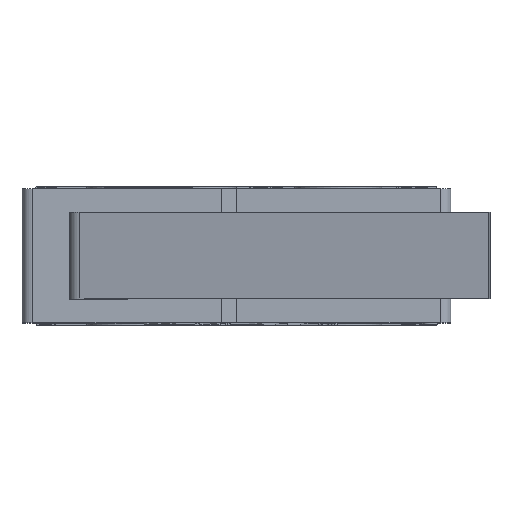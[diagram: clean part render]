
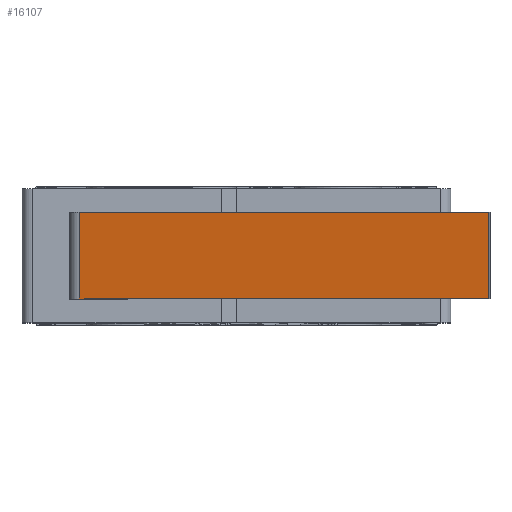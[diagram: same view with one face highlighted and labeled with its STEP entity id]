
A CAD part, top view. The second image highlights one B-rep face of the part: STEP entity #16107.
In plain terms, the highlighted planar face has unit normal (-0.196, 0, 0.981).
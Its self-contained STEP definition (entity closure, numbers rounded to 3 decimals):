
#1314=LINE('',#31472,#2354);
#1316=LINE('',#31476,#2356);
#1321=LINE('',#31488,#2361);
#1329=LINE('',#31506,#2369);
#2354=VECTOR('',#19986,1000.);
#2356=VECTOR('',#19990,1000.);
#2361=VECTOR('',#19999,1000.);
#2369=VECTOR('',#20021,1000.);
#7074=ORIENTED_EDGE('',*,*,#9422,.T.);
#7075=ORIENTED_EDGE('',*,*,#9416,.F.);
#7076=ORIENTED_EDGE('',*,*,#9414,.F.);
#7077=ORIENTED_EDGE('',*,*,#9431,.T.);
#9414=EDGE_CURVE('',#11004,#11005,#1314,.F.);
#9416=EDGE_CURVE('',#11005,#11006,#1316,.F.);
#9422=EDGE_CURVE('',#11011,#11006,#1321,.F.);
#9431=EDGE_CURVE('',#11004,#11011,#1329,.T.);
#11004=VERTEX_POINT('',#31471);
#11005=VERTEX_POINT('',#31473);
#11006=VERTEX_POINT('',#31477);
#11011=VERTEX_POINT('',#31489);
#13311=EDGE_LOOP('',(#7074,#7075,#7076,#7077));
#14393=FACE_BOUND('',#13311,.T.);
#15179=PLANE('',#17098);
#16107=ADVANCED_FACE('',(#14393),#15179,.F.);
#17098=AXIS2_PLACEMENT_3D('',#31507,#20022,#20023);
#19986=DIRECTION('',(-0.981,0.,-0.196));
#19990=DIRECTION('',(0.,1.,0.));
#19999=DIRECTION('',(-0.981,0.,-0.196));
#20021=DIRECTION('',(0.,-1.,0.));
#20022=DIRECTION('',(0.196,0.,-0.981));
#20023=DIRECTION('',(-0.981,0.,-0.196));
#31471=CARTESIAN_POINT('',(0.042,2.,1.116));
#31472=CARTESIAN_POINT('',(-0.078,2.,1.092));
#31473=CARTESIAN_POINT('',(18.922,2.,4.892));
#31476=CARTESIAN_POINT('',(18.922,2.,4.892));
#31477=CARTESIAN_POINT('',(18.922,-2.,4.892));
#31488=CARTESIAN_POINT('',(-0.078,-2.,1.092));
#31489=CARTESIAN_POINT('',(0.042,-2.,1.116));
#31506=CARTESIAN_POINT('',(0.042,2.,1.116));
#31507=CARTESIAN_POINT('',(-0.078,2.,1.092));
